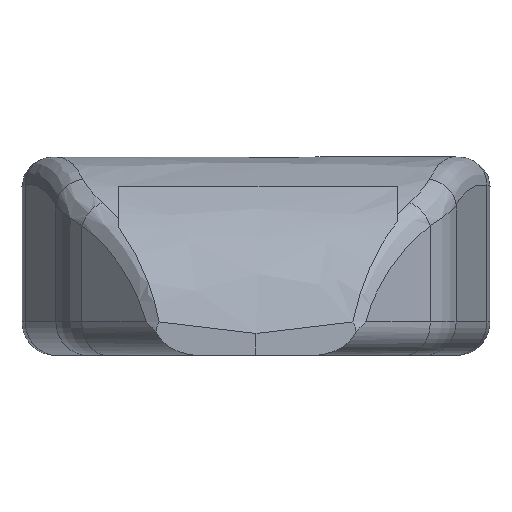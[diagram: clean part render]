
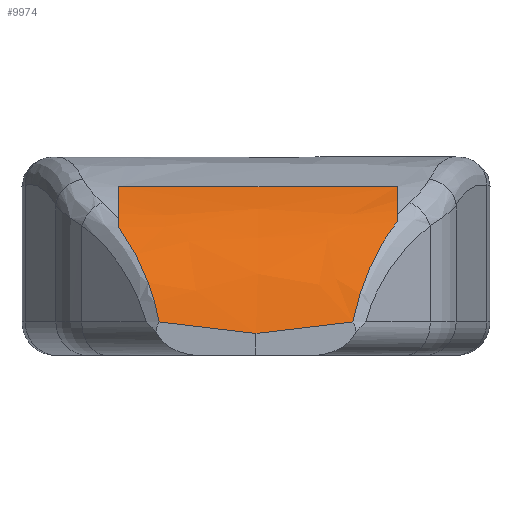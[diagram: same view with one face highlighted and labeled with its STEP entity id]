
A CAD part, front view. The second image highlights one B-rep face of the part: STEP entity #9974.
In plain terms, the highlighted free-form (B-spline) face has degree [3, 1] with [4, 2] control points.
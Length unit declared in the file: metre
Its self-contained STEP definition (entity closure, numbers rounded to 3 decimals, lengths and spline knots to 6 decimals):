
#307=B_SPLINE_SURFACE_WITH_KNOTS('',3,1,((#16604,#16605),(#16606,#16607),
(#16608,#16609),(#16610,#16611)),.SURF_OF_LINEAR_EXTRUSION.,.F.,.F.,.F.,
(4,4),(2,2),(0.728327,0.985042),(0.,1.),
 .PIECEWISE_BEZIER_KNOTS.);
#527=B_SPLINE_CURVE_WITH_KNOTS('',3,(#16026,#16027,#16028,#16029),
 .UNSPECIFIED.,.F.,.F.,(4,4),(0.,0.01752),.UNSPECIFIED.);
#529=B_SPLINE_CURVE_WITH_KNOTS('',3,(#16040,#16041,#16042,#16043),
 .UNSPECIFIED.,.F.,.F.,(4,4),(0.,0.01752),
 .UNSPECIFIED.);
#563=B_SPLINE_CURVE_WITH_KNOTS('',3,(#16598,#16599,#16600,#16601,#16602,
#16603),.UNSPECIFIED.,.F.,.F.,(4,1,1,4),(0.,0.336959,0.644859,
1.),.UNSPECIFIED.);
#564=B_SPLINE_CURVE_WITH_KNOTS('',3,(#16612,#16613,#16614,#16615,#16616,
#16617,#16618),.UNSPECIFIED.,.F.,.F.,(4,1,1,1,4),(0.,0.005284,
0.010568,0.015852,0.021135),.UNSPECIFIED.);
#565=B_SPLINE_CURVE_WITH_KNOTS('',3,(#16619,#16620,#16621,#16622,#16623,
#16624,#16625),.UNSPECIFIED.,.F.,.F.,(4,1,1,1,4),(0.,
0.005676,0.011352,0.017028,0.022704),
 .UNSPECIFIED.);
#566=B_SPLINE_CURVE_WITH_KNOTS('',3,(#16627,#16628,#16629,#16630,#16631,
#16632),.UNSPECIFIED.,.F.,.F.,(4,1,1,4),(0.,0.336959,0.644859,
1.),.UNSPECIFIED.);
#2011=ORIENTED_EDGE('',*,*,#4983,.T.);
#2012=ORIENTED_EDGE('',*,*,#4984,.T.);
#2013=ORIENTED_EDGE('',*,*,#4777,.F.);
#2014=ORIENTED_EDGE('',*,*,#4773,.T.);
#2015=ORIENTED_EDGE('',*,*,#4985,.T.);
#2016=ORIENTED_EDGE('',*,*,#4986,.F.);
#2017=ORIENTED_EDGE('',*,*,#4750,.T.);
#4750=EDGE_CURVE('',#6320,#6319,#7050,.F.);
#4773=EDGE_CURVE('',#6342,#6341,#527,.T.);
#4777=EDGE_CURVE('',#6342,#6343,#529,.T.);
#4983=EDGE_CURVE('',#6319,#6480,#563,.T.);
#4984=EDGE_CURVE('',#6480,#6343,#564,.T.);
#4985=EDGE_CURVE('',#6341,#6481,#565,.T.);
#4986=EDGE_CURVE('',#6320,#6481,#566,.T.);
#6319=VERTEX_POINT('',#15904);
#6320=VERTEX_POINT('',#15906);
#6341=VERTEX_POINT('',#16025);
#6342=VERTEX_POINT('',#16030);
#6343=VERTEX_POINT('',#16037);
#6480=VERTEX_POINT('',#16597);
#6481=VERTEX_POINT('',#16626);
#7050=LINE('',#15905,#7862);
#7862=VECTOR('',#12067,1.);
#8623=EDGE_LOOP('',(#2011,#2012,#2013,#2014,#2015,#2016,#2017));
#9210=FACE_BOUND('',#8623,.T.);
#9974=ADVANCED_FACE('',(#9210),#307,.T.);
#12067=DIRECTION('',(1.,0.,0.));
#15904=CARTESIAN_POINT('',(0.046232,-0.029976,0.029114));
#15905=CARTESIAN_POINT('',(0.046232,-0.029976,0.029114));
#15906=CARTESIAN_POINT('',(0.096232,-0.029976,0.029114));
#16025=CARTESIAN_POINT('',(0.088264,-0.04952,0.004797));
#16026=CARTESIAN_POINT('',(0.070873,-0.05,0.002726));
#16027=CARTESIAN_POINT('',(0.076659,-0.04984,0.003504));
#16028=CARTESIAN_POINT('',(0.082458,-0.04968,0.004178));
#16029=CARTESIAN_POINT('',(0.088264,-0.04952,0.004797));
#16030=CARTESIAN_POINT('',(0.070873,-0.05,0.002726));
#16037=CARTESIAN_POINT('',(0.053482,-0.04952,0.004797));
#16040=CARTESIAN_POINT('',(0.070873,-0.05,0.002726));
#16041=CARTESIAN_POINT('',(0.065086,-0.04984,0.003504));
#16042=CARTESIAN_POINT('',(0.059287,-0.04968,0.004178));
#16043=CARTESIAN_POINT('',(0.053482,-0.04952,0.004797));
#16597=CARTESIAN_POINT('',(0.046232,-0.039889,0.021837));
#16598=CARTESIAN_POINT('',(0.046232,0.051334,0.022688));
#16599=CARTESIAN_POINT('',(0.046232,0.031516,0.029731));
#16600=CARTESIAN_POINT('',(0.046232,0.015967,0.03248));
#16601=CARTESIAN_POINT('',(0.046232,-0.02232,0.037965));
#16602=CARTESIAN_POINT('',(0.046232,-0.04775,0.01894));
#16603=CARTESIAN_POINT('',(0.046232,-0.050445,0.000166));
#16604=CARTESIAN_POINT('',(0.046232,-0.029976,0.029114));
#16605=CARTESIAN_POINT('',(0.096232,-0.029976,0.029114));
#16606=CARTESIAN_POINT('',(0.046232,-0.03938,0.024155));
#16607=CARTESIAN_POINT('',(0.096232,-0.03938,0.024155));
#16608=CARTESIAN_POINT('',(0.046232,-0.047448,0.015544));
#16609=CARTESIAN_POINT('',(0.096232,-0.047448,0.015544));
#16610=CARTESIAN_POINT('',(0.046232,-0.050047,0.002493));
#16611=CARTESIAN_POINT('',(0.096232,-0.050047,0.002493));
#16612=CARTESIAN_POINT('',(0.046232,-0.039889,0.021837));
#16613=CARTESIAN_POINT('',(0.04705,-0.040999,0.02072));
#16614=CARTESIAN_POINT('',(0.048597,-0.043087,0.018341));
#16615=CARTESIAN_POINT('',(0.050645,-0.045818,0.014251));
#16616=CARTESIAN_POINT('',(0.052315,-0.048012,0.009732));
#16617=CARTESIAN_POINT('',(0.053142,-0.049083,0.006486));
#16618=CARTESIAN_POINT('',(0.053482,-0.04952,0.004797));
#16619=CARTESIAN_POINT('',(0.088264,-0.04952,0.004797));
#16620=CARTESIAN_POINT('',(0.088628,-0.049051,0.006609));
#16621=CARTESIAN_POINT('',(0.089529,-0.047886,0.010093));
#16622=CARTESIAN_POINT('',(0.091391,-0.045434,0.014936));
#16623=CARTESIAN_POINT('',(0.093619,-0.042455,0.01916));
#16624=CARTESIAN_POINT('',(0.095333,-0.040137,0.021638));
#16625=CARTESIAN_POINT('',(0.096232,-0.038914,0.022785));
#16626=CARTESIAN_POINT('',(0.096232,-0.038914,0.022785));
#16627=CARTESIAN_POINT('',(0.096232,0.051334,0.022688));
#16628=CARTESIAN_POINT('',(0.096232,0.031516,0.029731));
#16629=CARTESIAN_POINT('',(0.096232,0.015967,0.03248));
#16630=CARTESIAN_POINT('',(0.096232,-0.02232,0.037965));
#16631=CARTESIAN_POINT('',(0.096232,-0.04775,0.01894));
#16632=CARTESIAN_POINT('',(0.096232,-0.050445,0.000166));
